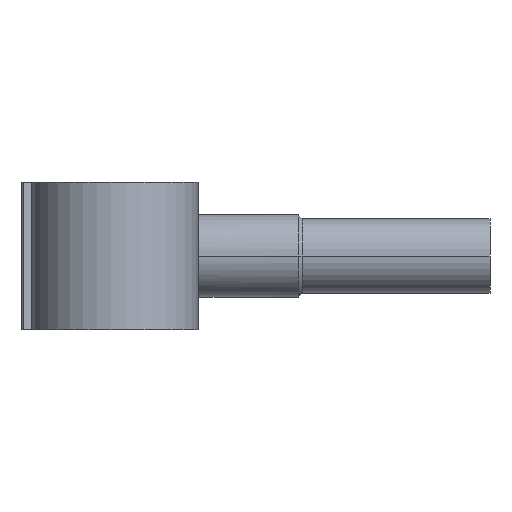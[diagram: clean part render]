
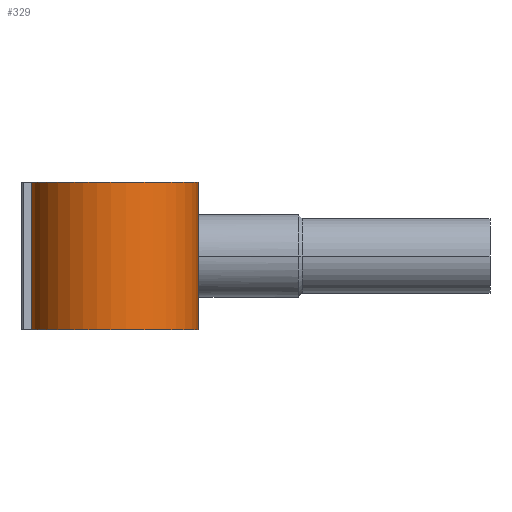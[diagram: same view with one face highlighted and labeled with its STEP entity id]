
A CAD part, front view. The second image highlights one B-rep face of the part: STEP entity #329.
In plain terms, the highlighted cylindrical face has radius 35.767 mm (diameter 71.533 mm), a partial arc.
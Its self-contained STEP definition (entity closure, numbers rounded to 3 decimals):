
#265 = EDGE_CURVE( '', #671, #581, #718, .T. );
#313 = VERTEX_POINT( '', #769 );
#329 = ADVANCED_FACE( '', ( #787 ), #788, .T. );
#369 = VERTEX_POINT( '', #834 );
#405 = EDGE_CURVE( '', #313, #671, #872, .T. );
#545 = EDGE_CURVE( '', #369, #313, #1026, .T. );
#555 = EDGE_CURVE( '', #369, #581, #1036, .T. );
#581 = VERTEX_POINT( '', #1064 );
#671 = VERTEX_POINT( '', #1167 );
#718 = LINE( '', #1213, #1214 );
#769 = CARTESIAN_POINT( '', ( -35.443, -4.8, -31.5 ) );
#787 = FACE_OUTER_BOUND( '', #1357, .T. );
#788 = CYLINDRICAL_SURFACE( '', #1358, 35.767 );
#834 = CARTESIAN_POINT( '', ( -35.443, -4.8, 31.5 ) );
#872 = CIRCLE( '', #1592, 35.767 );
#1026 = LINE( '', #1932, #1933 );
#1036 = CIRCLE( '', #1949, 35.767 );
#1064 = CARTESIAN_POINT( '', ( 35.443, 4.8, 31.5 ) );
#1167 = CARTESIAN_POINT( '', ( 35.443, 4.8, -31.5 ) );
#1213 = CARTESIAN_POINT( '', ( 35.443, 4.8, 31.5 ) );
#1214 = VECTOR( '', #2266, 1. );
#1357 = EDGE_LOOP( '', ( #2341, #2342, #2343, #2344 ) );
#1358 = AXIS2_PLACEMENT_3D( '', #2345, #2346, #2347 );
#1592 = AXIS2_PLACEMENT_3D( '', #2432, #2433, #2434 );
#1932 = CARTESIAN_POINT( '', ( -35.443, -4.8, 31.5 ) );
#1933 = VECTOR( '', #2607, 1. );
#1949 = AXIS2_PLACEMENT_3D( '', #2613, #2614, #2615 );
#2266 = DIRECTION( '', ( 0., 0., 1. ) );
#2341 = ORIENTED_EDGE( '', *, *, #265, .T. );
#2342 = ORIENTED_EDGE( '', *, *, #555, .F. );
#2343 = ORIENTED_EDGE( '', *, *, #545, .T. );
#2344 = ORIENTED_EDGE( '', *, *, #405, .T. );
#2345 = CARTESIAN_POINT( '', ( 0., 0., 31.5 ) );
#2346 = DIRECTION( '', ( 0., 0., 1. ) );
#2347 = DIRECTION( '', ( -0.991, -0.134, 0. ) );
#2432 = CARTESIAN_POINT( '', ( 0., 0., -31.5 ) );
#2433 = DIRECTION( '', ( 0., 0., 1. ) );
#2434 = DIRECTION( '', ( -0.991, -0.134, 0. ) );
#2607 = DIRECTION( '', ( 0., 0., -1. ) );
#2613 = CARTESIAN_POINT( '', ( 0., 0., 31.5 ) );
#2614 = DIRECTION( '', ( 0., 0., 1. ) );
#2615 = DIRECTION( '', ( -0.991, -0.134, 0. ) );
